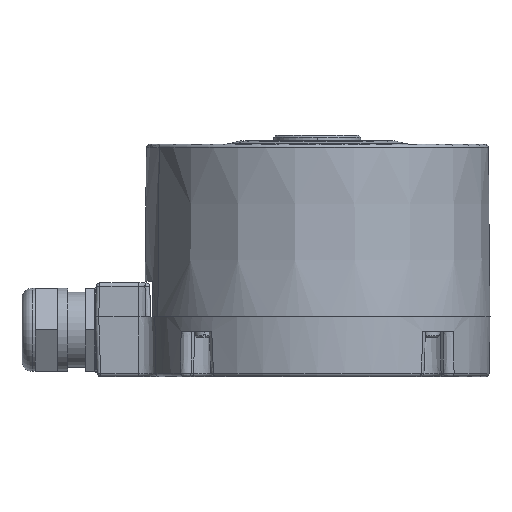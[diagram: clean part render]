
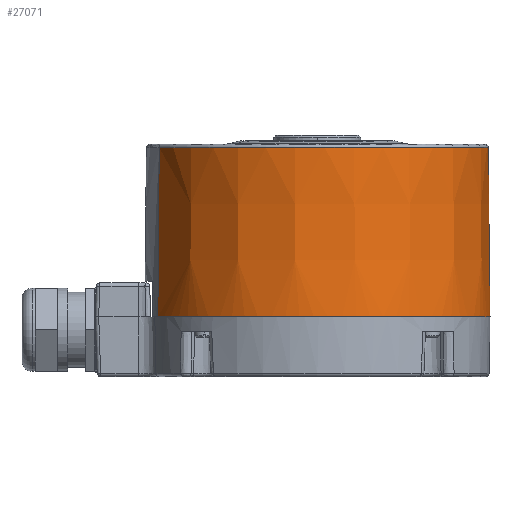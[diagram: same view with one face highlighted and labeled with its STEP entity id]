
A CAD part, left-side view. The second image highlights one B-rep face of the part: STEP entity #27071.
In plain terms, the highlighted conical face has half-angle 0.5 degrees and reference radius 49.531 mm.
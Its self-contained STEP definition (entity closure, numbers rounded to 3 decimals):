
#5090=DIRECTION('',(0.003,-0.008,-1.));
#5091=VECTOR('',#5090,48.811);
#5092=CARTESIAN_POINT('',(18.873,-45.564,11.409));
#5093=LINE('',#5092,#5091);
#5123=DIRECTION('',(-0.003,0.008,-1.));
#5124=VECTOR('',#5123,48.811);
#5125=CARTESIAN_POINT('',(-18.873,45.564,11.409));
#5126=LINE('',#5125,#5124);
#9049=CARTESIAN_POINT('',(0.,0.,-37.4));
#9050=DIRECTION('',(0.,0.,-1.));
#9051=DIRECTION('',(0.383,-0.924,0.));
#9052=AXIS2_PLACEMENT_3D('',#9049,#9050,#9051);
#9054=CARTESIAN_POINT('',(0.,0.,11.409));
#9055=DIRECTION('',(0.,0.,1.));
#9056=DIRECTION('',(-0.383,0.924,0.));
#9057=AXIS2_PLACEMENT_3D('',#9054,#9055,#9056);
#14688=CARTESIAN_POINT('',(-18.873,45.564,
11.409));
#14689=CARTESIAN_POINT('',(18.873,-45.564,
11.409));
#14690=VERTEX_POINT('',#14688);
#14691=VERTEX_POINT('',#14689);
#16133=CARTESIAN_POINT('',(19.036,-45.957,
-37.4));
#16134=CARTESIAN_POINT('',(-19.036,45.957,
-37.4));
#16135=VERTEX_POINT('',#16133);
#16136=VERTEX_POINT('',#16134);
#27060=CARTESIAN_POINT('',(0.,0.,-12.996));
#27061=DIRECTION('',(0.,0.,-1.));
#27062=DIRECTION('',(0.383,-0.924,0.));
#27063=AXIS2_PLACEMENT_3D('',#27060,#27061,#27062);
#27064=CONICAL_SURFACE('',#27063,49.531,0.5);
#27065=ORIENTED_EDGE('',*,*,#23103,.T.);
#27066=ORIENTED_EDGE('',*,*,#23079,.F.);
#27067=ORIENTED_EDGE('',*,*,#23045,.T.);
#27068=ORIENTED_EDGE('',*,*,#23070,.T.);
#27069=EDGE_LOOP('',(#27065,#27066,#27067,#27068));
#27070=FACE_OUTER_BOUND('',#27069,.F.);
#9053=CIRCLE('',#9052,49.744);
#9058=CIRCLE('',#9057,49.318);
#23045=EDGE_CURVE('',#14690,#14691,#9058,.T.);
#23070=EDGE_CURVE('',#14691,#16135,#5093,.T.);
#23079=EDGE_CURVE('',#14690,#16136,#5126,.T.);
#23103=EDGE_CURVE('',#16135,#16136,#9053,.T.);
#27071=ADVANCED_FACE('',(#27070),#27064,.T.);
